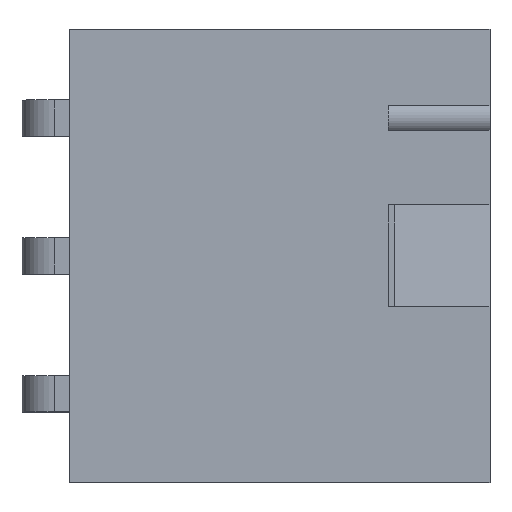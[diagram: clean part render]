
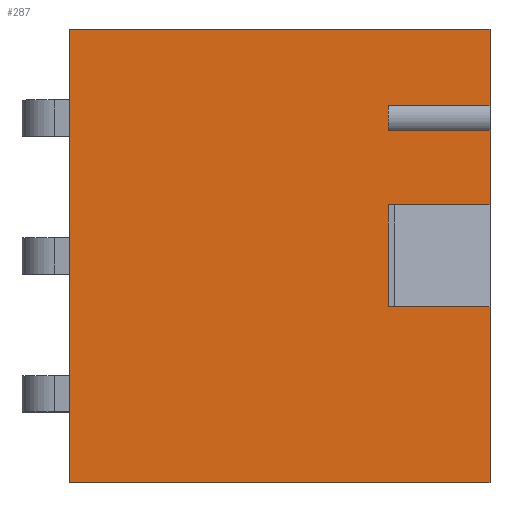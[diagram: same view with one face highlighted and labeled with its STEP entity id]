
A CAD part, top view. The second image highlights one B-rep face of the part: STEP entity #287.
In plain terms, the highlighted planar face has unit normal (0, 0, 1).
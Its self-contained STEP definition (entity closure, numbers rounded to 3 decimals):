
#287 = ADVANCED_FACE( '', ( #642 ), #643, .T. );
#642 = FACE_OUTER_BOUND( '', #1336, .T. );
#643 = PLANE( '', #1337 );
#1336 = EDGE_LOOP( '', ( #2679, #2680, #2681, #2682, #2683, #2684, #2685, #2686, #2687, #2688, #2689, #2690 ) );
#1337 = AXIS2_PLACEMENT_3D( '', #2691, #2692, #2693 );
#2679 = ORIENTED_EDGE( '', *, *, #3831, .F. );
#2680 = ORIENTED_EDGE( '', *, *, #3832, .T. );
#2681 = ORIENTED_EDGE( '', *, *, #3833, .T. );
#2682 = ORIENTED_EDGE( '', *, *, #3834, .T. );
#2683 = ORIENTED_EDGE( '', *, *, #3786, .T. );
#2684 = ORIENTED_EDGE( '', *, *, #3835, .F. );
#2685 = ORIENTED_EDGE( '', *, *, #3819, .F. );
#2686 = ORIENTED_EDGE( '', *, *, #3836, .T. );
#2687 = ORIENTED_EDGE( '', *, *, #3837, .F. );
#2688 = ORIENTED_EDGE( '', *, *, #3838, .F. );
#2689 = ORIENTED_EDGE( '', *, *, #3839, .F. );
#2690 = ORIENTED_EDGE( '', *, *, #3840, .T. );
#2691 = CARTESIAN_POINT( '', ( 6.4, -6.9, 2.7 ) );
#2692 = DIRECTION( '', ( 0., 0., 1. ) );
#2693 = DIRECTION( '', ( 1., 0., 0. ) );
#3786 = EDGE_CURVE( '', #4371, #4368, #4372, .T. );
#3819 = EDGE_CURVE( '', #4421, #4417, #4423, .T. );
#3831 = EDGE_CURVE( '', #4443, #4444, #4445, .T. );
#3832 = EDGE_CURVE( '', #4443, #4446, #4447, .T. );
#3833 = EDGE_CURVE( '', #4446, #4448, #4449, .T. );
#3834 = EDGE_CURVE( '', #4448, #4371, #4450, .T. );
#3835 = EDGE_CURVE( '', #4417, #4368, #4451, .T. );
#3836 = EDGE_CURVE( '', #4421, #4452, #4453, .T. );
#3837 = EDGE_CURVE( '', #4454, #4452, #4455, .T. );
#3838 = EDGE_CURVE( '', #4456, #4454, #4457, .T. );
#3839 = EDGE_CURVE( '', #4458, #4456, #4459, .T. );
#3840 = EDGE_CURVE( '', #4458, #4444, #4460, .T. );
#4368 = VERTEX_POINT( '', #5231 );
#4371 = VERTEX_POINT( '', #5235 );
#4372 = LINE( '', #5236, #5237 );
#4417 = VERTEX_POINT( '', #5302 );
#4421 = VERTEX_POINT( '', #5308 );
#4423 = LINE( '', #5311, #5312 );
#4443 = VERTEX_POINT( '', #5340 );
#4444 = VERTEX_POINT( '', #5341 );
#4445 = LINE( '', #5342, #5343 );
#4446 = VERTEX_POINT( '', #5344 );
#4447 = LINE( '', #5345, #5346 );
#4448 = VERTEX_POINT( '', #5347 );
#4449 = LINE( '', #5348, #5349 );
#4450 = LINE( '', #5350, #5351 );
#4451 = LINE( '', #5352, #5353 );
#4452 = VERTEX_POINT( '', #5354 );
#4453 = LINE( '', #5355, #5356 );
#4454 = VERTEX_POINT( '', #5357 );
#4455 = LINE( '', #5358, #5359 );
#4456 = VERTEX_POINT( '', #5360 );
#4457 = LINE( '', #5361, #5362 );
#4458 = VERTEX_POINT( '', #5363 );
#4459 = LINE( '', #5364, #5365 );
#4460 = LINE( '', #5366, #5367 );
#5231 = CARTESIAN_POINT( '', ( -6.4, 6.9, 2.7 ) );
#5235 = CARTESIAN_POINT( '', ( 6.4, 6.9, 2.7 ) );
#5236 = CARTESIAN_POINT( '', ( 6.4, 6.9, 2.7 ) );
#5237 = VECTOR( '', #6180, 1000. );
#5302 = CARTESIAN_POINT( '', ( -6.4, -6.9, 2.7 ) );
#5308 = CARTESIAN_POINT( '', ( 6.4, -6.9, 2.7 ) );
#5311 = CARTESIAN_POINT( '', ( 6.4, -6.9, 2.7 ) );
#5312 = VECTOR( '', #6210, 1000. );
#5340 = CARTESIAN_POINT( '', ( 3.3, 3.825, 2.7 ) );
#5341 = CARTESIAN_POINT( '', ( 6.4, 3.825, 2.7 ) );
#5342 = CARTESIAN_POINT( '', ( 3.3, 3.825, 2.7 ) );
#5343 = VECTOR( '', #6219, 1000. );
#5344 = CARTESIAN_POINT( '', ( 3.3, 4.575, 2.7 ) );
#5345 = CARTESIAN_POINT( '', ( 3.3, 3.825, 2.7 ) );
#5346 = VECTOR( '', #6220, 1000. );
#5347 = CARTESIAN_POINT( '', ( 6.4, 4.575, 2.7 ) );
#5348 = CARTESIAN_POINT( '', ( 3.3, 4.575, 2.7 ) );
#5349 = VECTOR( '', #6221, 1000. );
#5350 = CARTESIAN_POINT( '', ( 6.4, -6.9, 2.7 ) );
#5351 = VECTOR( '', #6222, 1000. );
#5352 = CARTESIAN_POINT( '', ( -6.4, -6.9, 2.7 ) );
#5353 = VECTOR( '', #6223, 1000. );
#5354 = CARTESIAN_POINT( '', ( 6.4, -1.55, 2.7 ) );
#5355 = CARTESIAN_POINT( '', ( 6.4, -6.9, 2.7 ) );
#5356 = VECTOR( '', #6224, 1000. );
#5357 = CARTESIAN_POINT( '', ( 3.3, -1.55, 2.7 ) );
#5358 = CARTESIAN_POINT( '', ( 3.3, -1.55, 2.7 ) );
#5359 = VECTOR( '', #6225, 1000. );
#5360 = CARTESIAN_POINT( '', ( 3.3, 1.55, 2.7 ) );
#5361 = CARTESIAN_POINT( '', ( 3.3, 1.55, 2.7 ) );
#5362 = VECTOR( '', #6226, 1000. );
#5363 = CARTESIAN_POINT( '', ( 6.4, 1.55, 2.7 ) );
#5364 = CARTESIAN_POINT( '', ( 6.4, 1.55, 2.7 ) );
#5365 = VECTOR( '', #6227, 1000. );
#5366 = CARTESIAN_POINT( '', ( 6.4, -6.9, 2.7 ) );
#5367 = VECTOR( '', #6228, 1000. );
#6180 = DIRECTION( '', ( -1., 0., 0. ) );
#6210 = DIRECTION( '', ( -1., 0., 0. ) );
#6219 = DIRECTION( '', ( 1., 0., 0. ) );
#6220 = DIRECTION( '', ( 0., 1., 0. ) );
#6221 = DIRECTION( '', ( 1., 0., 0. ) );
#6222 = DIRECTION( '', ( 0., 1., 0. ) );
#6223 = DIRECTION( '', ( 0., 1., 0. ) );
#6224 = DIRECTION( '', ( 0., 1., 0. ) );
#6225 = DIRECTION( '', ( 1., 0., 0. ) );
#6226 = DIRECTION( '', ( 0., -1., 0. ) );
#6227 = DIRECTION( '', ( -1., 0., 0. ) );
#6228 = DIRECTION( '', ( 0., 1., 0. ) );
